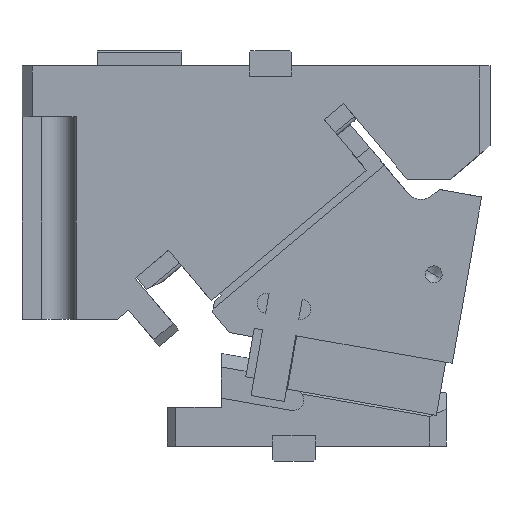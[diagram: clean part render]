
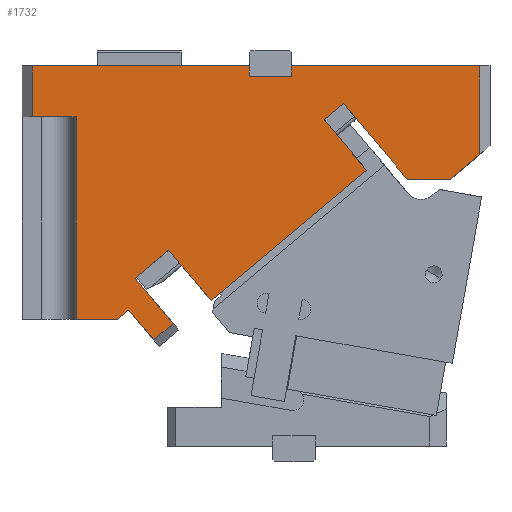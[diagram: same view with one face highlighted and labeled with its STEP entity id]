
A CAD part, front view. The second image highlights one B-rep face of the part: STEP entity #1732.
In plain terms, the highlighted planar face has unit normal (0, -1, 0).
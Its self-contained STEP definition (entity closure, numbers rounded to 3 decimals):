
#70=CARTESIAN_POINT('Vertex',(48.5,-30.,225.)) ;
#73=CARTESIAN_POINT('Line Origine',(48.5,-30.,222.)) ;
#77=CARTESIAN_POINT('Vertex',(48.5,-30.,219.)) ;
#97=CARTESIAN_POINT('Line Origine',(61.,-30.,219.)) ;
#101=CARTESIAN_POINT('Vertex',(73.5,-30.,219.)) ;
#128=CARTESIAN_POINT('Line Origine',(73.5,-30.,222.)) ;
#132=CARTESIAN_POINT('Vertex',(73.5,-30.,225.)) ;
#208=CARTESIAN_POINT('Line Origine',(129.25,-30.,225.)) ;
#212=CARTESIAN_POINT('Vertex',(185.,-30.,225.)) ;
#685=CARTESIAN_POINT('Vertex',(-80.,-30.,225.)) ;
#688=CARTESIAN_POINT('Line Origine',(-15.75,-30.,225.)) ;
#1443=CARTESIAN_POINT('Vertex',(0.908,-30.,116.044)) ;
#1446=CARTESIAN_POINT('Line Origine',(-9.05,-30.,107.688)) ;
#1450=CARTESIAN_POINT('Vertex',(-19.009,-30.,99.332)) ;
#1490=CARTESIAN_POINT('Vertex',(104.324,-30.,202.821)) ;
#1493=CARTESIAN_POINT('Line Origine',(98.579,-30.,198.)) ;
#1497=CARTESIAN_POINT('Vertex',(92.833,-30.,193.179)) ;
#1573=CARTESIAN_POINT('Vertex',(25.977,-30.,86.169)) ;
#1576=CARTESIAN_POINT('Line Origine',(13.442,-30.,101.106)) ;
#1611=CARTESIAN_POINT('Axis2P3D Location',(186.04,-30.,147.44)) ;
#1616=CARTESIAN_POINT('Line Origine',(154.761,-30.,158.)) ;
#1620=CARTESIAN_POINT('Vertex',(141.933,-30.,158.)) ;
#1622=CARTESIAN_POINT('Vertex',(167.588,-30.,158.)) ;
#1625=CARTESIAN_POINT('Line Origine',(176.294,-30.,165.305)) ;
#1629=CARTESIAN_POINT('Vertex',(185.,-30.,172.61)) ;
#1632=CARTESIAN_POINT('Line Origine',(185.,-30.,198.805)) ;
#1637=CARTESIAN_POINT('Line Origine',(-80.,-30.,210.)) ;
#1641=CARTESIAN_POINT('Vertex',(-80.,-30.,195.)) ;
#1644=CARTESIAN_POINT('Line Origine',(-67.,-30.,195.)) ;
#1648=CARTESIAN_POINT('Vertex',(-54.,-30.,195.)) ;
#1651=CARTESIAN_POINT('Line Origine',(-54.,-30.,135.)) ;
#1655=CARTESIAN_POINT('Vertex',(-54.,-30.,75.)) ;
#1658=CARTESIAN_POINT('Line Origine',(-41.669,-30.,75.)) ;
#1662=CARTESIAN_POINT('Vertex',(-29.338,-30.,75.)) ;
#1665=CARTESIAN_POINT('Line Origine',(-26.062,-30.,77.749)) ;
#1669=CARTESIAN_POINT('Vertex',(-22.786,-30.,80.498)) ;
#1672=CARTESIAN_POINT('Line Origine',(-15.394,-30.,71.688)) ;
#1676=CARTESIAN_POINT('Vertex',(-8.002,-30.,62.878)) ;
#1679=CARTESIAN_POINT('Line Origine',(-2.257,-30.,67.699)) ;
#1683=CARTESIAN_POINT('Vertex',(3.489,-30.,72.52)) ;
#1686=CARTESIAN_POINT('Line Origine',(-7.76,-30.,85.926)) ;
#1691=CARTESIAN_POINT('Line Origine',(71.94,-30.,124.736)) ;
#1695=CARTESIAN_POINT('Vertex',(117.902,-30.,163.303)) ;
#1698=CARTESIAN_POINT('Line Origine',(105.368,-30.,178.241)) ;
#1703=CARTESIAN_POINT('Line Origine',(123.129,-30.,180.41)) ;
#74=DIRECTION('Vector Direction',(0.,0.,1.)) ;
#98=DIRECTION('Vector Direction',(-1.,0.,0.)) ;
#129=DIRECTION('Vector Direction',(0.,0.,1.)) ;
#209=DIRECTION('Vector Direction',(-1.,0.,0.)) ;
#689=DIRECTION('Vector Direction',(-1.,0.,0.)) ;
#1447=DIRECTION('Vector Direction',(0.766,0.,0.643)) ;
#1494=DIRECTION('Vector Direction',(0.766,0.,0.643)) ;
#1577=DIRECTION('Vector Direction',(0.643,0.,-0.766)) ;
#1612=DIRECTION('Axis2P3D Direction',(0.,1.,0.)) ;
#1613=DIRECTION('Axis2P3D XDirection',(0.,0.,1.)) ;
#1617=DIRECTION('Vector Direction',(1.,0.,0.)) ;
#1626=DIRECTION('Vector Direction',(-0.766,0.,-0.643)) ;
#1633=DIRECTION('Vector Direction',(0.,0.,1.)) ;
#1638=DIRECTION('Vector Direction',(0.,0.,-1.)) ;
#1645=DIRECTION('Vector Direction',(-1.,0.,0.)) ;
#1652=DIRECTION('Vector Direction',(0.,0.,-1.)) ;
#1659=DIRECTION('Vector Direction',(1.,0.,0.)) ;
#1666=DIRECTION('Vector Direction',(-0.766,0.,-0.643)) ;
#1673=DIRECTION('Vector Direction',(0.643,0.,-0.766)) ;
#1680=DIRECTION('Vector Direction',(0.766,0.,0.643)) ;
#1687=DIRECTION('Vector Direction',(0.643,0.,-0.766)) ;
#1692=DIRECTION('Vector Direction',(0.766,0.,0.643)) ;
#1699=DIRECTION('Vector Direction',(-0.643,0.,0.766)) ;
#1704=DIRECTION('Vector Direction',(-0.643,0.,0.766)) ;
#1614=AXIS2_PLACEMENT_3D('Plane Axis2P3D',#1611,#1612,#1613) ;
#1709=ORIENTED_EDGE('',*,*,#1624,.T.) ;
#1710=ORIENTED_EDGE('',*,*,#1631,.F.) ;
#1711=ORIENTED_EDGE('',*,*,#1636,.T.) ;
#1712=ORIENTED_EDGE('',*,*,#214,.T.) ;
#1713=ORIENTED_EDGE('',*,*,#134,.F.) ;
#1714=ORIENTED_EDGE('',*,*,#103,.T.) ;
#1715=ORIENTED_EDGE('',*,*,#79,.T.) ;
#1716=ORIENTED_EDGE('',*,*,#692,.T.) ;
#1717=ORIENTED_EDGE('',*,*,#1643,.T.) ;
#1718=ORIENTED_EDGE('',*,*,#1650,.F.) ;
#1719=ORIENTED_EDGE('',*,*,#1657,.T.) ;
#1720=ORIENTED_EDGE('',*,*,#1664,.T.) ;
#1721=ORIENTED_EDGE('',*,*,#1671,.F.) ;
#1722=ORIENTED_EDGE('',*,*,#1678,.T.) ;
#1723=ORIENTED_EDGE('',*,*,#1685,.T.) ;
#1724=ORIENTED_EDGE('',*,*,#1690,.F.) ;
#1725=ORIENTED_EDGE('',*,*,#1452,.T.) ;
#1726=ORIENTED_EDGE('',*,*,#1580,.T.) ;
#1727=ORIENTED_EDGE('',*,*,#1697,.T.) ;
#1728=ORIENTED_EDGE('',*,*,#1702,.T.) ;
#1729=ORIENTED_EDGE('',*,*,#1499,.T.) ;
#1730=ORIENTED_EDGE('',*,*,#1707,.F.) ;
#75=VECTOR('Line Direction',#74,1.) ;
#99=VECTOR('Line Direction',#98,1.) ;
#130=VECTOR('Line Direction',#129,1.) ;
#210=VECTOR('Line Direction',#209,1.) ;
#690=VECTOR('Line Direction',#689,1.) ;
#1448=VECTOR('Line Direction',#1447,1.) ;
#1495=VECTOR('Line Direction',#1494,1.) ;
#1578=VECTOR('Line Direction',#1577,1.) ;
#1618=VECTOR('Line Direction',#1617,1.) ;
#1627=VECTOR('Line Direction',#1626,1.) ;
#1634=VECTOR('Line Direction',#1633,1.) ;
#1639=VECTOR('Line Direction',#1638,1.) ;
#1646=VECTOR('Line Direction',#1645,1.) ;
#1653=VECTOR('Line Direction',#1652,1.) ;
#1660=VECTOR('Line Direction',#1659,1.) ;
#1667=VECTOR('Line Direction',#1666,1.) ;
#1674=VECTOR('Line Direction',#1673,1.) ;
#1681=VECTOR('Line Direction',#1680,1.) ;
#1688=VECTOR('Line Direction',#1687,1.) ;
#1693=VECTOR('Line Direction',#1692,1.) ;
#1700=VECTOR('Line Direction',#1699,1.) ;
#1705=VECTOR('Line Direction',#1704,1.) ;
#1732=ADVANCED_FACE('CAM HOLDER',(#1731),#1615,.F.) ;
#79=EDGE_CURVE('',#78,#71,#76,.T.) ;
#103=EDGE_CURVE('',#102,#78,#100,.T.) ;
#134=EDGE_CURVE('',#102,#133,#131,.T.) ;
#214=EDGE_CURVE('',#213,#133,#211,.T.) ;
#692=EDGE_CURVE('',#71,#686,#691,.T.) ;
#1452=EDGE_CURVE('',#1451,#1444,#1449,.T.) ;
#1499=EDGE_CURVE('',#1498,#1491,#1496,.T.) ;
#1580=EDGE_CURVE('',#1444,#1574,#1579,.T.) ;
#1624=EDGE_CURVE('',#1621,#1623,#1619,.T.) ;
#1631=EDGE_CURVE('',#1630,#1623,#1628,.T.) ;
#1636=EDGE_CURVE('',#1630,#213,#1635,.T.) ;
#1643=EDGE_CURVE('',#686,#1642,#1640,.T.) ;
#1650=EDGE_CURVE('',#1649,#1642,#1647,.T.) ;
#1657=EDGE_CURVE('',#1649,#1656,#1654,.T.) ;
#1664=EDGE_CURVE('',#1656,#1663,#1661,.T.) ;
#1671=EDGE_CURVE('',#1670,#1663,#1668,.T.) ;
#1678=EDGE_CURVE('',#1670,#1677,#1675,.T.) ;
#1685=EDGE_CURVE('',#1677,#1684,#1682,.T.) ;
#1690=EDGE_CURVE('',#1451,#1684,#1689,.T.) ;
#1697=EDGE_CURVE('',#1574,#1696,#1694,.T.) ;
#1702=EDGE_CURVE('',#1696,#1498,#1701,.T.) ;
#1707=EDGE_CURVE('',#1621,#1491,#1706,.T.) ;
#1708=EDGE_LOOP('',(#1709,#1710,#1711,#1712,#1713,#1714,#1715,#1716,#1717,#1718,#1719,#1720,#1721,#1722,#1723,#1724,#1725,#1726,#1727,#1728,#1729,#1730)) ;
#1731=FACE_OUTER_BOUND('',#1708,.T.) ;
#76=LINE('Line',#73,#75) ;
#100=LINE('Line',#97,#99) ;
#131=LINE('Line',#128,#130) ;
#211=LINE('Line',#208,#210) ;
#691=LINE('Line',#688,#690) ;
#1449=LINE('Line',#1446,#1448) ;
#1496=LINE('Line',#1493,#1495) ;
#1579=LINE('Line',#1576,#1578) ;
#1619=LINE('Line',#1616,#1618) ;
#1628=LINE('Line',#1625,#1627) ;
#1635=LINE('Line',#1632,#1634) ;
#1640=LINE('Line',#1637,#1639) ;
#1647=LINE('Line',#1644,#1646) ;
#1654=LINE('Line',#1651,#1653) ;
#1661=LINE('Line',#1658,#1660) ;
#1668=LINE('Line',#1665,#1667) ;
#1675=LINE('Line',#1672,#1674) ;
#1682=LINE('Line',#1679,#1681) ;
#1689=LINE('Line',#1686,#1688) ;
#1694=LINE('Line',#1691,#1693) ;
#1701=LINE('Line',#1698,#1700) ;
#1706=LINE('Line',#1703,#1705) ;
#1615=PLANE('Plane',#1614) ;
#71=VERTEX_POINT('',#70) ;
#78=VERTEX_POINT('',#77) ;
#102=VERTEX_POINT('',#101) ;
#133=VERTEX_POINT('',#132) ;
#213=VERTEX_POINT('',#212) ;
#686=VERTEX_POINT('',#685) ;
#1444=VERTEX_POINT('',#1443) ;
#1451=VERTEX_POINT('',#1450) ;
#1491=VERTEX_POINT('',#1490) ;
#1498=VERTEX_POINT('',#1497) ;
#1574=VERTEX_POINT('',#1573) ;
#1621=VERTEX_POINT('',#1620) ;
#1623=VERTEX_POINT('',#1622) ;
#1630=VERTEX_POINT('',#1629) ;
#1642=VERTEX_POINT('',#1641) ;
#1649=VERTEX_POINT('',#1648) ;
#1656=VERTEX_POINT('',#1655) ;
#1663=VERTEX_POINT('',#1662) ;
#1670=VERTEX_POINT('',#1669) ;
#1677=VERTEX_POINT('',#1676) ;
#1684=VERTEX_POINT('',#1683) ;
#1696=VERTEX_POINT('',#1695) ;
